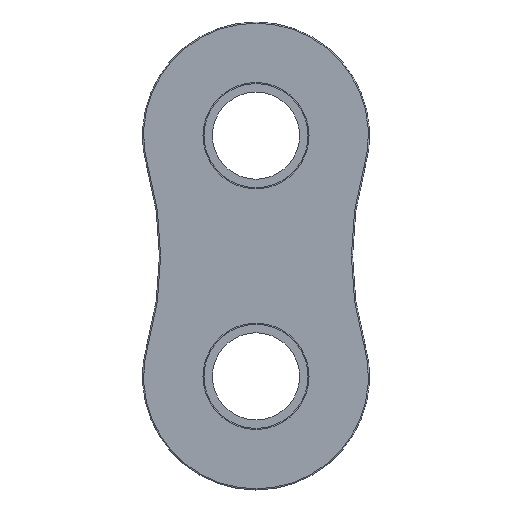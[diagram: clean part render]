
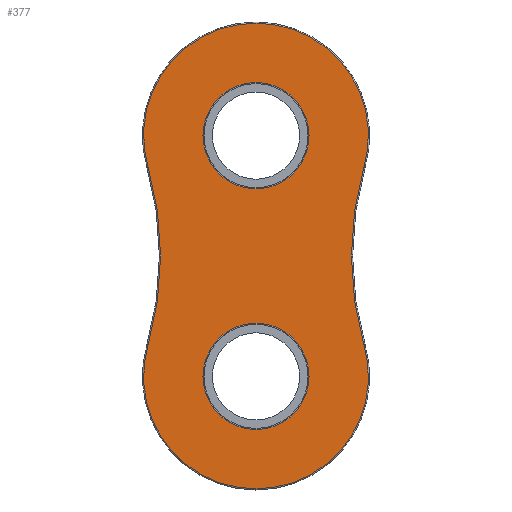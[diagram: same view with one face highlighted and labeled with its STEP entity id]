
A CAD part, left-side view. The second image highlights one B-rep face of the part: STEP entity #377.
In plain terms, the highlighted planar face has unit normal (-1, 0, 0).
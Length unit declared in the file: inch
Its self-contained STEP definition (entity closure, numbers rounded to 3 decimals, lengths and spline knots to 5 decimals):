
#4 = DIRECTION ( 'NONE',  ( -1., 0., 0. ) ) ;
#33 = VERTEX_POINT ( 'NONE', #810 ) ;
#73 = DIRECTION ( 'NONE',  ( 1., 0., 0. ) ) ;
#75 = AXIS2_PLACEMENT_3D ( 'NONE', #964, #73, #1566 ) ;
#110 = FACE_BOUND ( 'NONE', #1880, .T. ) ;
#131 = DIRECTION ( 'NONE',  ( 0., 0., -1. ) ) ;
#139 = ORIENTED_EDGE ( 'NONE', *, *, #987, .F. ) ;
#140 = VERTEX_POINT ( 'NONE', #968 ) ;
#144 = CARTESIAN_POINT ( 'NONE',  ( -0.0925, -0.11221, 0.09257 ) ) ;
#150 = EDGE_CURVE ( 'NONE', #140, #769, #595, .T. ) ;
#170 = DIRECTION ( 'NONE',  ( 0., 0., -1. ) ) ;
#249 = DIRECTION ( 'NONE',  ( 0., 0., -1. ) ) ;
#273 = ORIENTED_EDGE ( 'NONE', *, *, #456, .T. ) ;
#286 = CARTESIAN_POINT ( 'NONE',  ( -0.0925, 0., -0.125 ) ) ;
#316 = EDGE_CURVE ( 'NONE', #395, #1877, #1442, .T. ) ;
#324 = ORIENTED_EDGE ( 'NONE', *, *, #506, .F. ) ;
#330 = CARTESIAN_POINT ( 'NONE',  ( -0.0925, 0., -0.125 ) ) ;
#347 = CARTESIAN_POINT ( 'NONE',  ( -0.0925, 0., 0.125 ) ) ;
#377 = ADVANCED_FACE ( 'NONE', ( #1348, #1300, #110 ), #1428, .T. ) ;
#395 = VERTEX_POINT ( 'NONE', #1144 ) ;
#428 = DIRECTION ( 'NONE',  ( 1., 0., 0. ) ) ;
#447 = CIRCLE ( 'NONE', #1186, 0.33343 ) ;
#456 = EDGE_CURVE ( 'NONE', #1877, #395, #894, .T. ) ;
#460 = ORIENTED_EDGE ( 'NONE', *, *, #702, .F. ) ;
#496 = DIRECTION ( 'NONE',  ( 0., 0., -1. ) ) ;
#506 = EDGE_CURVE ( 'NONE', #33, #1226, #1832, .T. ) ;
#515 = CARTESIAN_POINT ( 'NONE',  ( -0.0925, 0., -0.125 ) ) ;
#569 = DIRECTION ( 'NONE',  ( 0., 0., -1. ) ) ;
#582 = ORIENTED_EDGE ( 'NONE', *, *, #786, .F. ) ;
#595 = CIRCLE ( 'NONE', #1266, 0.05512 ) ;
#597 = VERTEX_POINT ( 'NONE', #1007 ) ;
#646 = CARTESIAN_POINT ( 'NONE',  ( -0.0925, -0.11221, -0.09257 ) ) ;
#659 = EDGE_CURVE ( 'NONE', #1548, #843, #447, .T. ) ;
#686 = DIRECTION ( 'NONE',  ( 0., 0., -1. ) ) ;
#693 = AXIS2_PLACEMENT_3D ( 'NONE', #330, #1236, #170 ) ;
#698 = DIRECTION ( 'NONE',  ( -1., 0., 0. ) ) ;
#699 = CARTESIAN_POINT ( 'NONE',  ( -0.0925, 0., 0.06987 ) ) ;
#702 = EDGE_CURVE ( 'NONE', #843, #33, #999, .T. ) ;
#769 = VERTEX_POINT ( 'NONE', #1067 ) ;
#780 = EDGE_LOOP ( 'NONE', ( #460, #1755, #582, #139, #324 ) ) ;
#786 = EDGE_CURVE ( 'NONE', #597, #1548, #1177, .T. ) ;
#788 = AXIS2_PLACEMENT_3D ( 'NONE', #347, #1384, #496 ) ;
#796 = DIRECTION ( 'NONE',  ( 1., 0., 0. ) ) ;
#810 = CARTESIAN_POINT ( 'NONE',  ( -0.0925, 0., -0.2418 ) ) ;
#830 = DIRECTION ( 'NONE',  ( -1., 0., 0. ) ) ;
#843 = VERTEX_POINT ( 'NONE', #646 ) ;
#859 = EDGE_CURVE ( 'NONE', #769, #140, #1908, .T. ) ;
#894 = CIRCLE ( 'NONE', #1335, 0.05512 ) ;
#897 = CARTESIAN_POINT ( 'NONE',  ( -0.0925, -0.43253, 0. ) ) ;
#964 = CARTESIAN_POINT ( 'NONE',  ( -0.0925, 0., 0.125 ) ) ;
#968 = CARTESIAN_POINT ( 'NONE',  ( -0.0925, 0., -0.18012 ) ) ;
#971 = CARTESIAN_POINT ( 'NONE',  ( -0.0925, 0.11221, -0.09257 ) ) ;
#977 = AXIS2_PLACEMENT_3D ( 'NONE', #1593, #830, #686 ) ;
#982 = CARTESIAN_POINT ( 'NONE',  ( -0.0925, 0., 0.125 ) ) ;
#984 = CARTESIAN_POINT ( 'NONE',  ( -0.0925, 0., -0.125 ) ) ;
#987 = EDGE_CURVE ( 'NONE', #1226, #597, #1060, .T. ) ;
#999 = CIRCLE ( 'NONE', #693, 0.1168 ) ;
#1007 = CARTESIAN_POINT ( 'NONE',  ( -0.0925, 0.11221, 0.09257 ) ) ;
#1060 = CIRCLE ( 'NONE', #1523, 0.33343 ) ;
#1067 = CARTESIAN_POINT ( 'NONE',  ( -0.0925, 0., -0.06987 ) ) ;
#1132 = DIRECTION ( 'NONE',  ( 1., 0., 0. ) ) ;
#1144 = CARTESIAN_POINT ( 'NONE',  ( -0.0925, 0., 0.18012 ) ) ;
#1177 = CIRCLE ( 'NONE', #788, 0.1168 ) ;
#1186 = AXIS2_PLACEMENT_3D ( 'NONE', #897, #4, #1499 ) ;
#1226 = VERTEX_POINT ( 'NONE', #971 ) ;
#1236 = DIRECTION ( 'NONE',  ( 1., 0., 0. ) ) ;
#1256 = DIRECTION ( 'NONE',  ( 0., 0., -1. ) ) ;
#1266 = AXIS2_PLACEMENT_3D ( 'NONE', #984, #1132, #249 ) ;
#1276 = CARTESIAN_POINT ( 'NONE',  ( -0.0925, 0.43253, 0. ) ) ;
#1278 = DIRECTION ( 'NONE',  ( 1., 0., 0. ) ) ;
#1300 = FACE_BOUND ( 'NONE', #1888, .T. ) ;
#1335 = AXIS2_PLACEMENT_3D ( 'NONE', #982, #1278, #131 ) ;
#1348 = FACE_OUTER_BOUND ( 'NONE', #780, .T. ) ;
#1361 = ORIENTED_EDGE ( 'NONE', *, *, #316, .T. ) ;
#1384 = DIRECTION ( 'NONE',  ( 1., 0., 0. ) ) ;
#1428 = PLANE ( 'NONE',  #977 ) ;
#1436 = AXIS2_PLACEMENT_3D ( 'NONE', #286, #428, #569 ) ;
#1442 = CIRCLE ( 'NONE', #75, 0.05512 ) ;
#1450 = ORIENTED_EDGE ( 'NONE', *, *, #150, .T. ) ;
#1499 = DIRECTION ( 'NONE',  ( 0., 0., -1. ) ) ;
#1523 = AXIS2_PLACEMENT_3D ( 'NONE', #1276, #698, #1885 ) ;
#1548 = VERTEX_POINT ( 'NONE', #144 ) ;
#1566 = DIRECTION ( 'NONE',  ( 0., 0., -1. ) ) ;
#1593 = CARTESIAN_POINT ( 'NONE',  ( -0.0925, 0.21627, -0.0625 ) ) ;
#1614 = AXIS2_PLACEMENT_3D ( 'NONE', #515, #796, #1256 ) ;
#1755 = ORIENTED_EDGE ( 'NONE', *, *, #659, .F. ) ;
#1787 = ORIENTED_EDGE ( 'NONE', *, *, #859, .T. ) ;
#1832 = CIRCLE ( 'NONE', #1436, 0.1168 ) ;
#1877 = VERTEX_POINT ( 'NONE', #699 ) ;
#1880 = EDGE_LOOP ( 'NONE', ( #1450, #1787 ) ) ;
#1885 = DIRECTION ( 'NONE',  ( 0., 0., -1. ) ) ;
#1888 = EDGE_LOOP ( 'NONE', ( #273, #1361 ) ) ;
#1908 = CIRCLE ( 'NONE', #1614, 0.05512 ) ;
